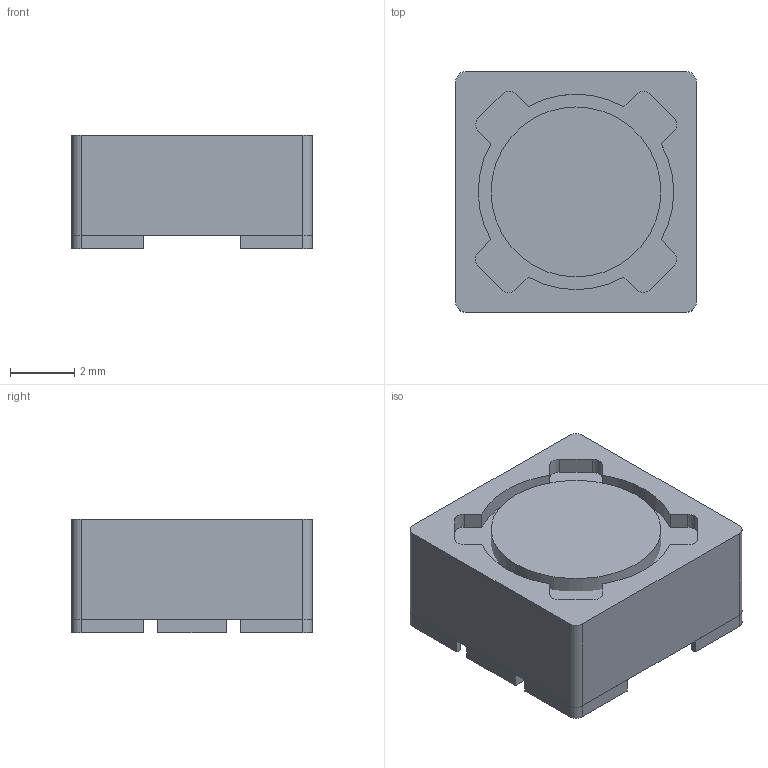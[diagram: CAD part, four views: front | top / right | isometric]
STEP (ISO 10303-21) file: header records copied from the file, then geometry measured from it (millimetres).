
FILE_DESCRIPTION((''),'2;1');
FILE_NAME('IND_MURATA-PS_4500.stp','2011-01-10T16:06:41',(''),(''),'Mechanical Desktop 2011','Mechanical Desktop 2011',', , ');
FILE_SCHEMA(('AUTOMOTIVE_DESIGN { 1 2 10303 214 1 1 1 1 }'));
Length unit declared in the file: millimetre
Products named in the file (1): Product
Bounding box: 7.5 x 7.5 x 3.55 mm (x, y, z)
Surface area: 361.8 mm2
Topology: 8 solids, 8 shells, 83 faces, 198 edges, 132 vertices
Faces by surface type: plane 39, bspline 22, cylinder 22
Entity records: 2501 total; most frequent: CARTESIAN_POINT 536, ORIENTED_EDGE 396, DIRECTION 374, EDGE_CURVE 198, VECTOR 146, LINE 146, VERTEX_POINT 132, AXIS2_PLACEMENT_3D 114
